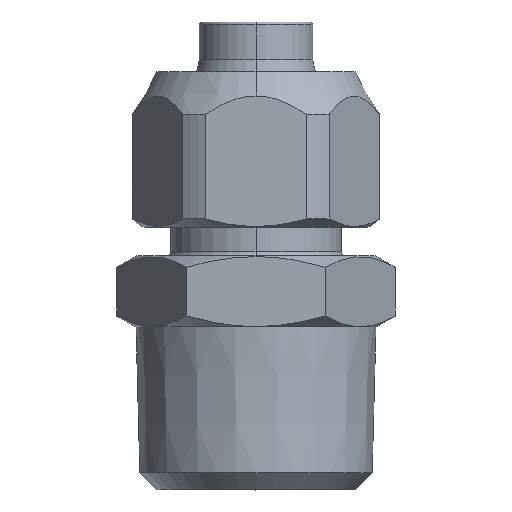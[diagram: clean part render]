
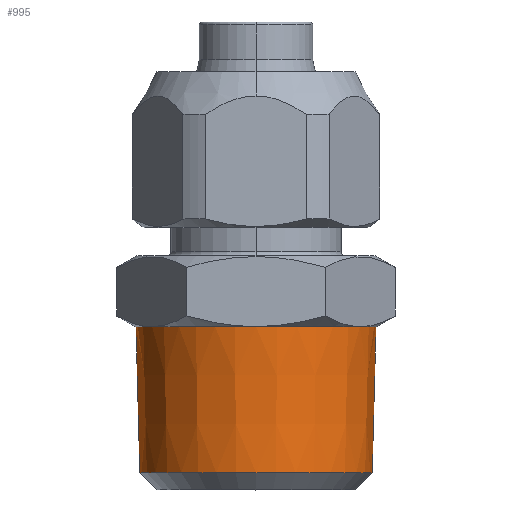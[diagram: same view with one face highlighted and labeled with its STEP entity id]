
A CAD part, top view. The second image highlights one B-rep face of the part: STEP entity #995.
In plain terms, the highlighted conical face has half-angle 1.47 degrees and reference radius 8.462 mm.
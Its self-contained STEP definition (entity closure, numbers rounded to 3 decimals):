
#19 = VERTEX_POINT ( 'NONE', #173 ) ;
#173 = CARTESIAN_POINT ( 'NONE',  ( 8.198, 1.2, 0. ) ) ;
#303 = VERTEX_POINT ( 'NONE', #1234 ) ;
#305 = VERTEX_POINT ( 'NONE', #1236 ) ;
#313 = VERTEX_POINT ( 'NONE', #1244 ) ;
#544 = FACE_OUTER_BOUND ( 'NONE', #1866, .T. ) ;
#554 = LINE ( 'NONE', #863, #2075 ) ;
#565 = LINE ( 'NONE', #1551, #1343 ) ;
#791 = CARTESIAN_POINT ( 'NONE',  ( 0., 1.2, 0. ) ) ;
#792 = DIRECTION ( 'NONE',  ( 0., -1., 0. ) ) ;
#793 = DIRECTION ( 'NONE',  ( 1., 0., 0. ) ) ;
#803 = CARTESIAN_POINT ( 'NONE',  ( 0., 11.5, 0. ) ) ;
#804 = DIRECTION ( 'NONE',  ( 0., 1., 0. ) ) ;
#805 = DIRECTION ( 'NONE',  ( -1., 0., 0. ) ) ;
#863 = CARTESIAN_POINT ( 'NONE',  ( -8.462, 11.5, 0. ) ) ;
#864 = DIRECTION ( 'NONE',  ( -0.026, 1., 0. ) ) ;
#992 = EDGE_CURVE ( 'NONE', #19, #313, #2079, .T. ) ;
#995 = ADVANCED_FACE ( 'NONE', ( #544 ), #2073, .T. ) ;
#1011 = EDGE_CURVE ( 'NONE', #313, #303, #554, .T. ) ;
#1024 = EDGE_CURVE ( 'NONE', #19, #305, #565, .T. ) ;
#1027 = EDGE_CURVE ( 'NONE', #305, #303, #1342, .T. ) ;
#1234 = CARTESIAN_POINT ( 'NONE',  ( -8.462, 11.5, 0. ) ) ;
#1236 = CARTESIAN_POINT ( 'NONE',  ( 8.462, 11.5, 0. ) ) ;
#1244 = CARTESIAN_POINT ( 'NONE',  ( -8.198, 1.2, 0. ) ) ;
#1342 = CIRCLE ( 'NONE', #1346, 8.462 ) ;
#1343 = VECTOR ( 'NONE', #1552, 1000. ) ;
#1346 = AXIS2_PLACEMENT_3D ( 'NONE', #1557, #1558, #1559 ) ;
#1551 = CARTESIAN_POINT ( 'NONE',  ( 8.462, 11.5, 0. ) ) ;
#1552 = DIRECTION ( 'NONE',  ( 0.026, 1., 0. ) ) ;
#1557 = CARTESIAN_POINT ( 'NONE',  ( 0., 11.5, 0. ) ) ;
#1558 = DIRECTION ( 'NONE',  ( 0., -1., 0. ) ) ;
#1559 = DIRECTION ( 'NONE',  ( 1., 0., 0. ) ) ;
#1792 = ORIENTED_EDGE ( 'NONE', *, *, #1027, .T. ) ;
#1793 = ORIENTED_EDGE ( 'NONE', *, *, #1024, .T. ) ;
#1794 = ORIENTED_EDGE ( 'NONE', *, *, #1011, .F. ) ;
#1797 = ORIENTED_EDGE ( 'NONE', *, *, #992, .F. ) ;
#1866 = EDGE_LOOP ( 'NONE', ( #1797, #1793, #1792, #1794 ) ) ;
#2073 = CONICAL_SURFACE ( 'NONE', #2076, 8.462, 0.026 ) ;
#2075 = VECTOR ( 'NONE', #864, 1000. ) ;
#2076 = AXIS2_PLACEMENT_3D ( 'NONE', #803, #804, #805 ) ;
#2079 = CIRCLE ( 'NONE', #2080, 8.198 ) ;
#2080 = AXIS2_PLACEMENT_3D ( 'NONE', #791, #792, #793 ) ;
